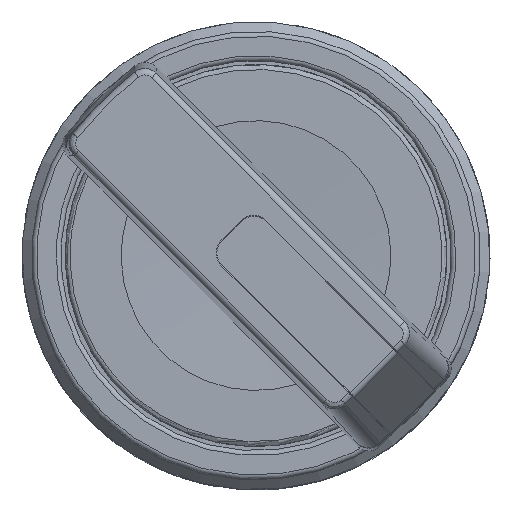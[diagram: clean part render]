
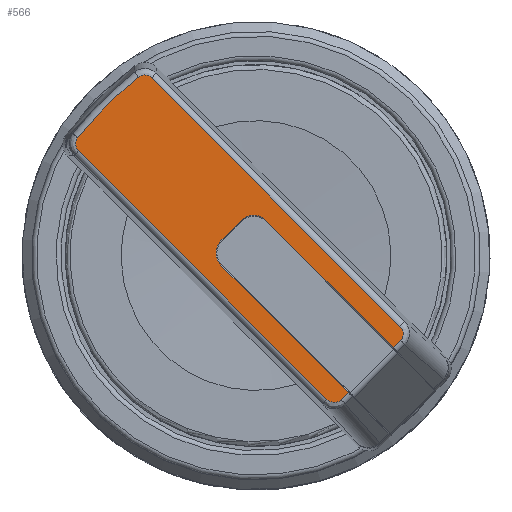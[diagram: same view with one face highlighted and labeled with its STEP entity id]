
A CAD part, top view. The second image highlights one B-rep face of the part: STEP entity #566.
In plain terms, the highlighted planar face has unit normal (0, 0, 1).
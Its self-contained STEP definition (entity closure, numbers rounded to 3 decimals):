
#566 = ADVANCED_FACE( '', ( #1175 ), #1176, .F. );
#1175 = FACE_OUTER_BOUND( '', #1883, .T. );
#1176 = PLANE( '', #1884 );
#1883 = EDGE_LOOP( '', ( #3585, #3586, #3587, #3588, #3589, #3590, #3591, #3592, #3593, #3594, #3595, #3596, #3597, #3598 ) );
#1884 = AXIS2_PLACEMENT_3D( '', #3599, #3600, #3601 );
#3585 = ORIENTED_EDGE( '', *, *, #4549, .T. );
#3586 = ORIENTED_EDGE( '', *, *, #4069, .T. );
#3587 = ORIENTED_EDGE( '', *, *, #4561, .T. );
#3588 = ORIENTED_EDGE( '', *, *, #4145, .T. );
#3589 = ORIENTED_EDGE( '', *, *, #4516, .T. );
#3590 = ORIENTED_EDGE( '', *, *, #4449, .T. );
#3591 = ORIENTED_EDGE( '', *, *, #4458, .T. );
#3592 = ORIENTED_EDGE( '', *, *, #4658, .T. );
#3593 = ORIENTED_EDGE( '', *, *, #4117, .T. );
#3594 = ORIENTED_EDGE( '', *, *, #4659, .T. );
#3595 = ORIENTED_EDGE( '', *, *, #4636, .T. );
#3596 = ORIENTED_EDGE( '', *, *, #4509, .T. );
#3597 = ORIENTED_EDGE( '', *, *, #4095, .T. );
#3598 = ORIENTED_EDGE( '', *, *, #4039, .T. );
#3599 = CARTESIAN_POINT( '', ( 7.887, -7.887, 24.15 ) );
#3600 = DIRECTION( '', ( 0., 0., -1. ) );
#3601 = DIRECTION( '', ( -0.707, -0.707, 0. ) );
#4039 = EDGE_CURVE( '', #4852, #4857, #4859, .T. );
#4069 = EDGE_CURVE( '', #4905, #4910, #4912, .T. );
#4095 = EDGE_CURVE( '', #4952, #4852, #4956, .T. );
#4117 = EDGE_CURVE( '', #4988, #4993, #4995, .T. );
#4145 = EDGE_CURVE( '', #5042, #5040, #5043, .T. );
#4449 = EDGE_CURVE( '', #5519, #5517, #5520, .T. );
#4458 = EDGE_CURVE( '', #5517, #5528, #5531, .T. );
#4509 = EDGE_CURVE( '', #4901, #4952, #5600, .T. );
#4516 = EDGE_CURVE( '', #5040, #5519, #5610, .T. );
#4549 = EDGE_CURVE( '', #4857, #4905, #5648, .T. );
#4561 = EDGE_CURVE( '', #4910, #5042, #5662, .T. );
#4636 = EDGE_CURVE( '', #5752, #4901, #5753, .T. );
#4658 = EDGE_CURVE( '', #5528, #4988, #5775, .T. );
#4659 = EDGE_CURVE( '', #4993, #5752, #5776, .T. );
#4852 = VERTEX_POINT( '', #6031 );
#4857 = VERTEX_POINT( '', #6037 );
#4859 = LINE( '', #6039, #6040 );
#4901 = VERTEX_POINT( '', #6096 );
#4905 = VERTEX_POINT( '', #6100 );
#4910 = VERTEX_POINT( '', #6106 );
#4912 = LINE( '', #6108, #6109 );
#4952 = VERTEX_POINT( '', #6163 );
#4956 = CIRCLE( '', #6167, 1.05 );
#4988 = VERTEX_POINT( '', #6215 );
#4993 = VERTEX_POINT( '', #6221 );
#4995 = LINE( '', #6223, #6224 );
#5040 = VERTEX_POINT( '', #6284 );
#5042 = VERTEX_POINT( '', #6286 );
#5043 = ELLIPSE( '', #6287, 0.65, 0.6 );
#5517 = VERTEX_POINT( '', #6940 );
#5519 = VERTEX_POINT( '', #6942 );
#5520 = CIRCLE( '', #6943, 0.6 );
#5528 = VERTEX_POINT( '', #6968 );
#5531 = CIRCLE( '', #6971, 24.163 );
#5600 = LINE( '', #7078, #7079 );
#5610 = LINE( '', #7098, #7099 );
#5648 = CIRCLE( '', #7155, 1.05 );
#5662 = LINE( '', #7175, #7176 );
#5752 = VERTEX_POINT( '', #7303 );
#5753 = LINE( '', #7304, #7305 );
#5775 = CIRCLE( '', #7344, 0.6 );
#5776 = ELLIPSE( '', #7345, 0.65, 0.6 );
#6031 = CARTESIAN_POINT( '', ( -2.157, 0.884, 24.15 ) );
#6037 = CARTESIAN_POINT( '', ( -0.884, 2.157, 24.15 ) );
#6039 = CARTESIAN_POINT( '', ( -0.884, 2.157, 24.15 ) );
#6040 = VECTOR( '', #7519, 1000. );
#6096 = CARTESIAN_POINT( '', ( 5.689, -8.446, 24.15 ) );
#6100 = CARTESIAN_POINT( '', ( 0.601, 2.157, 24.15 ) );
#6106 = CARTESIAN_POINT( '', ( 8.446, -5.689, 24.15 ) );
#6108 = CARTESIAN_POINT( '', ( 8.446, -5.689, 24.15 ) );
#6109 = VECTOR( '', #7562, 1000. );
#6163 = CARTESIAN_POINT( '', ( -2.157, -0.601, 24.15 ) );
#6167 = AXIS2_PLACEMENT_3D( '', #7595, #7596, #7597 );
#6215 = CARTESIAN_POINT( '', ( -10.919, 6.431, 24.15 ) );
#6221 = CARTESIAN_POINT( '', ( 4.368, -8.857, 24.15 ) );
#6223 = CARTESIAN_POINT( '', ( 4.254, -8.743, 24.15 ) );
#6224 = VECTOR( '', #7618, 1000. );
#6284 = CARTESIAN_POINT( '', ( 8.857, -4.368, 24.15 ) );
#6286 = CARTESIAN_POINT( '', ( 8.891, -5.243, 24.15 ) );
#6287 = AXIS2_PLACEMENT_3D( '', #7655, #7656, #7657 );
#6940 = CARTESIAN_POINT( '', ( -7.23, 10.963, 24.15 ) );
#6942 = CARTESIAN_POINT( '', ( -6.431, 10.919, 24.15 ) );
#6943 = AXIS2_PLACEMENT_3D( '', #8100, #8101, #8102 );
#6968 = CARTESIAN_POINT( '', ( -10.963, 7.23, 24.15 ) );
#6971 = AXIS2_PLACEMENT_3D( '', #8118, #8119, #8120 );
#7078 = CARTESIAN_POINT( '', ( 6.508, -9.266, 24.15 ) );
#7079 = VECTOR( '', #8189, 1000. );
#7098 = CARTESIAN_POINT( '', ( -6.424, 10.913, 24.15 ) );
#7099 = VECTOR( '', #8193, 1000. );
#7155 = AXIS2_PLACEMENT_3D( '', #8221, #8222, #8223 );
#7175 = CARTESIAN_POINT( '', ( 8.887, -5.248, 24.15 ) );
#7176 = VECTOR( '', #8236, 1000. );
#7303 = CARTESIAN_POINT( '', ( 5.243, -8.891, 24.15 ) );
#7304 = CARTESIAN_POINT( '', ( 8.887, -5.248, 24.15 ) );
#7305 = VECTOR( '', #8313, 1000. );
#7344 = AXIS2_PLACEMENT_3D( '', #8336, #8337, #8338 );
#7345 = AXIS2_PLACEMENT_3D( '', #8339, #8340, #8341 );
#7519 = DIRECTION( '', ( 0.707, 0.707, 0. ) );
#7562 = DIRECTION( '', ( 0.707, -0.707, 0. ) );
#7595 = CARTESIAN_POINT( '', ( -1.414, 0.141, 24.15 ) );
#7596 = DIRECTION( '', ( 0., 0., -1. ) );
#7597 = DIRECTION( '', ( -0.707, 0.707, 0. ) );
#7618 = DIRECTION( '', ( 0.707, -0.707, 0. ) );
#7655 = CARTESIAN_POINT( '', ( 8.428, -4.788, 24.15 ) );
#7656 = DIRECTION( '', ( 0., 0., 1. ) );
#7657 = DIRECTION( '', ( -0.748, 0.664, 0. ) );
#8100 = CARTESIAN_POINT( '', ( -6.855, 10.495, 24.15 ) );
#8101 = DIRECTION( '', ( 0., 0., 1. ) );
#8102 = DIRECTION( '', ( 0.707, 0.707, 0. ) );
#8118 = CARTESIAN_POINT( '', ( 7.887, -7.887, 24.15 ) );
#8119 = DIRECTION( '', ( 0., 0., 1. ) );
#8120 = DIRECTION( '', ( -0.707, 0.707, 0. ) );
#8189 = DIRECTION( '', ( -0.707, 0.707, 0. ) );
#8193 = DIRECTION( '', ( -0.707, 0.707, 0. ) );
#8221 = CARTESIAN_POINT( '', ( -0.141, 1.414, 24.15 ) );
#8222 = DIRECTION( '', ( 0., 0., -1. ) );
#8223 = DIRECTION( '', ( -0.707, 0.707, 0. ) );
#8236 = DIRECTION( '', ( 0.707, 0.707, 0. ) );
#8313 = DIRECTION( '', ( 0.707, 0.707, 0. ) );
#8336 = CARTESIAN_POINT( '', ( -10.495, 6.855, 24.15 ) );
#8337 = DIRECTION( '', ( 0., 0., 1. ) );
#8338 = DIRECTION( '', ( -0.78, 0.626, 0. ) );
#8339 = CARTESIAN_POINT( '', ( 4.788, -8.428, 24.15 ) );
#8340 = DIRECTION( '', ( 0., 0., 1. ) );
#8341 = DIRECTION( '', ( -0.664, 0.748, 0. ) );
